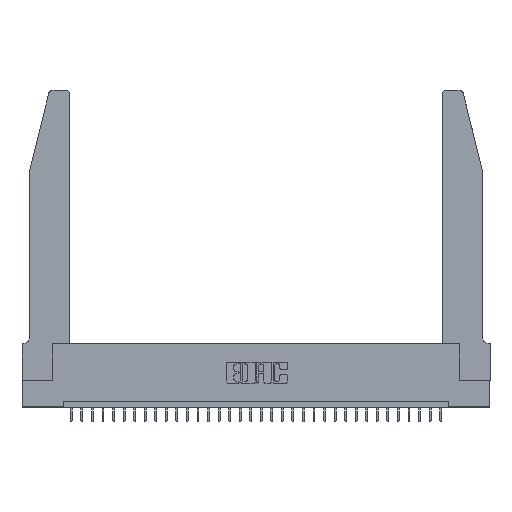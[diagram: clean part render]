
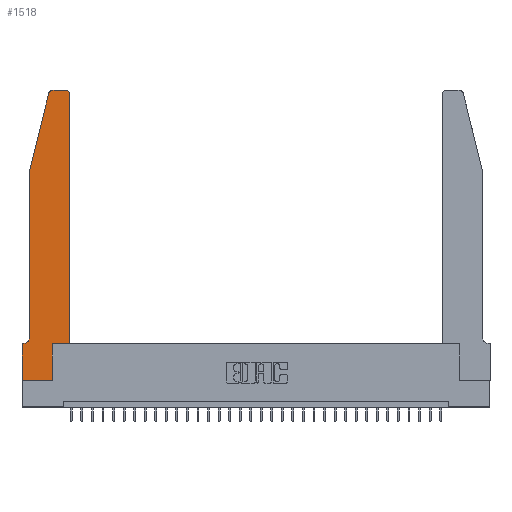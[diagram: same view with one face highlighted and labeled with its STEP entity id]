
A CAD part, top view. The second image highlights one B-rep face of the part: STEP entity #1518.
In plain terms, the highlighted planar face has unit normal (0, 0, 1).
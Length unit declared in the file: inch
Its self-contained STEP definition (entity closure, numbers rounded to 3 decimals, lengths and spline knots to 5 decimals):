
#543 = DIRECTION ( 'NONE',  ( 0., 1., 0. ) ) ;
#1437 = EDGE_LOOP ( 'NONE', ( #22293, #10630, #10848, #3534, #4983, #13804, #2117, #17648, #2442, #32634, #19666, #3565 ) ) ;
#1518 = ADVANCED_FACE ( 'NONE', ( #29954 ), #4458, .T. ) ;
#1520 = VECTOR ( 'NONE', #543, 39.37008 ) ;
#2117 = ORIENTED_EDGE ( 'NONE', *, *, #17991, .T. ) ;
#2134 = DIRECTION ( 'NONE',  ( 0., 0., 1. ) ) ;
#2442 = ORIENTED_EDGE ( 'NONE', *, *, #7249, .T. ) ;
#2444 = CIRCLE ( 'NONE', #7763, 0.07 ) ;
#2654 = VERTEX_POINT ( 'NONE', #27532 ) ;
#2888 = CARTESIAN_POINT ( 'NONE',  ( 0.0055, 0.42, 0.37 ) ) ;
#2997 = VECTOR ( 'NONE', #10788, 39.37008 ) ;
#3026 = CARTESIAN_POINT ( 'NONE',  ( 0.2865, 0.35, 0.37 ) ) ;
#3233 = CARTESIAN_POINT ( 'NONE',  ( 0.0755, 2., 0.37 ) ) ;
#3269 = CARTESIAN_POINT ( 'NONE',  ( 0.4205, 2.72, 0.37 ) ) ;
#3458 = AXIS2_PLACEMENT_3D ( 'NONE', #22504, #29813, #20192 ) ;
#3534 = ORIENTED_EDGE ( 'NONE', *, *, #24137, .T. ) ;
#3565 = ORIENTED_EDGE ( 'NONE', *, *, #8317, .T. ) ;
#3733 = VECTOR ( 'NONE', #19104, 39.37008 ) ;
#3909 = VERTEX_POINT ( 'NONE', #31334 ) ;
#4035 = EDGE_CURVE ( 'NONE', #28955, #28434, #21377, .T. ) ;
#4458 = PLANE ( 'NONE',  #17033 ) ;
#4983 = ORIENTED_EDGE ( 'NONE', *, *, #31449, .T. ) ;
#5024 = CARTESIAN_POINT ( 'NONE',  ( 0., 0.35, 0.37 ) ) ;
#5175 = LINE ( 'NONE', #17252, #7672 ) ;
#6903 = VECTOR ( 'NONE', #19636, 39.37008 ) ;
#7249 = EDGE_CURVE ( 'NONE', #28434, #3909, #10166, .T. ) ;
#7460 = CARTESIAN_POINT ( 'NONE',  ( 0.0755, 0.42, 0.37 ) ) ;
#7672 = VECTOR ( 'NONE', #17760, 39.37008 ) ;
#7763 = AXIS2_PLACEMENT_3D ( 'NONE', #2888, #27551, #14810 ) ;
#8317 = EDGE_CURVE ( 'NONE', #14333, #8437, #22279, .T. ) ;
#8437 = VERTEX_POINT ( 'NONE', #14677 ) ;
#9024 = LINE ( 'NONE', #24062, #3733 ) ;
#9450 = CARTESIAN_POINT ( 'NONE',  ( 0.2865, 0., 0.37 ) ) ;
#9802 = LINE ( 'NONE', #27495, #22140 ) ;
#10166 = LINE ( 'NONE', #3026, #1520 ) ;
#10476 = VERTEX_POINT ( 'NONE', #25955 ) ;
#10630 = ORIENTED_EDGE ( 'NONE', *, *, #11599, .T. ) ;
#10788 = DIRECTION ( 'NONE',  ( -1., 0., 0. ) ) ;
#10848 = ORIENTED_EDGE ( 'NONE', *, *, #14520, .T. ) ;
#11543 = CARTESIAN_POINT ( 'NONE',  ( 0.4505, 2.72, 0.37 ) ) ;
#11599 = EDGE_CURVE ( 'NONE', #32010, #2654, #24611, .T. ) ;
#11793 = VECTOR ( 'NONE', #23861, 39.37008 ) ;
#11874 = CARTESIAN_POINT ( 'NONE',  ( 0.4505, 0.35, 0.37 ) ) ;
#12789 = VECTOR ( 'NONE', #14633, 39.37008 ) ;
#12926 = VERTEX_POINT ( 'NONE', #5024 ) ;
#13143 = EDGE_CURVE ( 'NONE', #10476, #12926, #28650, .T. ) ;
#13783 = CARTESIAN_POINT ( 'NONE',  ( 0., 0., 0.37 ) ) ;
#13804 = ORIENTED_EDGE ( 'NONE', *, *, #13143, .T. ) ;
#13893 = VERTEX_POINT ( 'NONE', #15546 ) ;
#14333 = VERTEX_POINT ( 'NONE', #11543 ) ;
#14520 = EDGE_CURVE ( 'NONE', #2654, #13893, #23431, .T. ) ;
#14633 = DIRECTION ( 'NONE',  ( 0., -1., 0. ) ) ;
#14677 = CARTESIAN_POINT ( 'NONE',  ( 0.4205, 2.75, 0.37 ) ) ;
#14769 = CARTESIAN_POINT ( 'NONE',  ( 0.284, 2.75, 0.37 ) ) ;
#14810 = DIRECTION ( 'NONE',  ( -1., 0., 0. ) ) ;
#15546 = CARTESIAN_POINT ( 'NONE',  ( 0.0755, 2., 0.37 ) ) ;
#16073 = CARTESIAN_POINT ( 'NONE',  ( 0.0755, 0.35, 0.37 ) ) ;
#17033 = AXIS2_PLACEMENT_3D ( 'NONE', #30288, #2134, #20178 ) ;
#17252 = CARTESIAN_POINT ( 'NONE',  ( 0.4505, 0.35, 0.37 ) ) ;
#17648 = ORIENTED_EDGE ( 'NONE', *, *, #4035, .T. ) ;
#17760 = DIRECTION ( 'NONE',  ( 1., 0., 0. ) ) ;
#17991 = EDGE_CURVE ( 'NONE', #12926, #28955, #9802, .T. ) ;
#18666 = DIRECTION ( 'NONE',  ( 0., 0., 1. ) ) ;
#18806 = EDGE_CURVE ( 'NONE', #22634, #14333, #24597, .T. ) ;
#19104 = DIRECTION ( 'NONE',  ( -1., 0., 0. ) ) ;
#19230 = EDGE_CURVE ( 'NONE', #8437, #32010, #9024, .T. ) ;
#19636 = DIRECTION ( 'NONE',  ( 0., 1., 0. ) ) ;
#19666 = ORIENTED_EDGE ( 'NONE', *, *, #18806, .T. ) ;
#20178 = DIRECTION ( 'NONE',  ( 1., 0., 0. ) ) ;
#20192 = DIRECTION ( 'NONE',  ( 1., 0., 0. ) ) ;
#20702 = AXIS2_PLACEMENT_3D ( 'NONE', #3269, #18666, #25944 ) ;
#21377 = LINE ( 'NONE', #13783, #11793 ) ;
#22090 = VECTOR ( 'NONE', #30734, 39.37008 ) ;
#22140 = VECTOR ( 'NONE', #25008, 39.37008 ) ;
#22279 = CIRCLE ( 'NONE', #20702, 0.03 ) ;
#22293 = ORIENTED_EDGE ( 'NONE', *, *, #19230, .T. ) ;
#22504 = CARTESIAN_POINT ( 'NONE',  ( 0.284, 2.72, 0.37 ) ) ;
#22634 = VERTEX_POINT ( 'NONE', #29240 ) ;
#23431 = LINE ( 'NONE', #3233, #22090 ) ;
#23861 = DIRECTION ( 'NONE',  ( 1., 0., 0. ) ) ;
#24062 = CARTESIAN_POINT ( 'NONE',  ( 0.2605, 2.75, 0.37 ) ) ;
#24137 = EDGE_CURVE ( 'NONE', #13893, #29360, #26717, .T. ) ;
#24597 = LINE ( 'NONE', #11874, #6903 ) ;
#24611 = CIRCLE ( 'NONE', #3458, 0.03 ) ;
#25008 = DIRECTION ( 'NONE',  ( 0., -1., 0. ) ) ;
#25944 = DIRECTION ( 'NONE',  ( 1., 0., 0. ) ) ;
#25955 = CARTESIAN_POINT ( 'NONE',  ( 0.0055, 0.35, 0.37 ) ) ;
#26717 = LINE ( 'NONE', #26873, #12789 ) ;
#26873 = CARTESIAN_POINT ( 'NONE',  ( 0.0755, 2., 0.37 ) ) ;
#27495 = CARTESIAN_POINT ( 'NONE',  ( 0., 0., 0.37 ) ) ;
#27532 = CARTESIAN_POINT ( 'NONE',  ( 0.25487, 2.72718, 0.37 ) ) ;
#27551 = DIRECTION ( 'NONE',  ( 0., 0., -1. ) ) ;
#28073 = EDGE_CURVE ( 'NONE', #3909, #22634, #5175, .T. ) ;
#28434 = VERTEX_POINT ( 'NONE', #9450 ) ;
#28650 = LINE ( 'NONE', #16073, #2997 ) ;
#28690 = CARTESIAN_POINT ( 'NONE',  ( 0., 0., 0.37 ) ) ;
#28955 = VERTEX_POINT ( 'NONE', #28690 ) ;
#29240 = CARTESIAN_POINT ( 'NONE',  ( 0.4505, 0.35, 0.37 ) ) ;
#29360 = VERTEX_POINT ( 'NONE', #7460 ) ;
#29813 = DIRECTION ( 'NONE',  ( 0., 0., 1. ) ) ;
#29954 = FACE_OUTER_BOUND ( 'NONE', #1437, .T. ) ;
#30288 = CARTESIAN_POINT ( 'NONE',  ( 0., 0.35, 0.37 ) ) ;
#30734 = DIRECTION ( 'NONE',  ( -0.239, -0.971, 0. ) ) ;
#31334 = CARTESIAN_POINT ( 'NONE',  ( 0.2865, 0.35, 0.37 ) ) ;
#31449 = EDGE_CURVE ( 'NONE', #29360, #10476, #2444, .T. ) ;
#32010 = VERTEX_POINT ( 'NONE', #14769 ) ;
#32634 = ORIENTED_EDGE ( 'NONE', *, *, #28073, .T. ) ;
